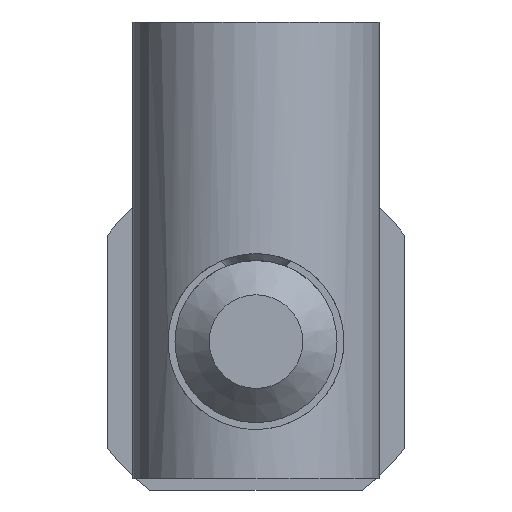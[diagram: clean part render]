
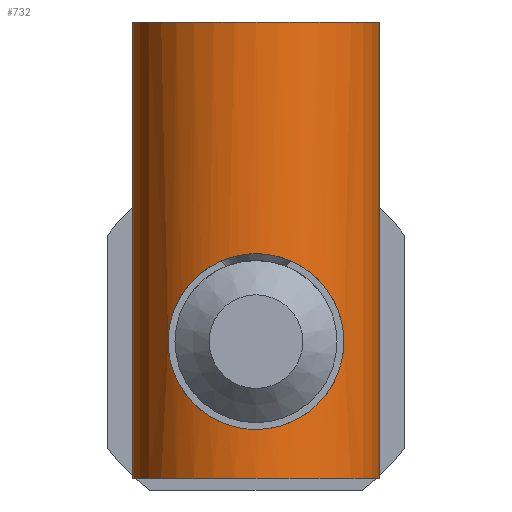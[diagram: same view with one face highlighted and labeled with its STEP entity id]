
A CAD part, left-side view. The second image highlights one B-rep face of the part: STEP entity #732.
In plain terms, the highlighted cylindrical face has radius 5.425 mm (diameter 10.85 mm), a full revolution.
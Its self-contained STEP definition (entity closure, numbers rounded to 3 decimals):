
#19=B_SPLINE_CURVE_WITH_KNOTS('',3,(#1149,#1150,#1151,#1152,#1153,#1154,
#1155,#1156,#1157,#1158,#1159,#1160,#1161,#1162,#1163,#1164,#1165,#1166,
#1167,#1168,#1169,#1170,#1171,#1172,#1173,#1174,#1175,#1176,#1177,#1178,
#1179,#1180,#1181,#1182),.UNSPECIFIED.,.T.,.F.,(4,2,2,2,2,2,2,2,2,2,2,2,
2,2,2,2,4),(-2.435,-2.282,-2.128,-1.977,
-1.826,-1.675,-1.524,-1.371,
-1.218,-1.064,-0.911,-0.76,
-0.609,-0.458,-0.307,-0.153,
0.),.UNSPECIFIED.);
#20=B_SPLINE_CURVE_WITH_KNOTS('',3,(#1184,#1185,#1186,#1187,#1188,#1189,
#1190,#1191,#1192,#1193,#1194,#1195,#1196,#1197,#1198,#1199,#1200,#1201,
#1202,#1203,#1204,#1205,#1206,#1207,#1208,#1209,#1210,#1211,#1212,#1213,
#1214,#1215,#1216,#1217),.UNSPECIFIED.,.T.,.F.,(4,2,2,2,2,2,2,2,2,2,2,2,
2,2,2,2,4),(0.,0.153,0.307,0.458,0.609,
0.76,0.911,1.064,1.218,1.371,
1.524,1.675,1.826,1.977,2.128,
2.282,2.435),.UNSPECIFIED.);
#34=FACE_BOUND('',#118,.T.);
#35=FACE_BOUND('',#119,.T.);
#77=FACE_OUTER_BOUND('',#117,.T.);
#117=EDGE_LOOP('',(#516,#517,#518,#519,#520,#521));
#118=EDGE_LOOP('',(#522));
#119=EDGE_LOOP('',(#523));
#170=LINE('',#1143,#214);
#214=VECTOR('',#931,5.425);
#245=CIRCLE('',#802,5.425);
#246=CIRCLE('',#803,5.425);
#247=CIRCLE('',#804,5.425);
#248=CIRCLE('',#805,5.425);
#301=VERTEX_POINT('',#1139);
#302=VERTEX_POINT('',#1140);
#303=VERTEX_POINT('',#1142);
#304=VERTEX_POINT('',#1144);
#305=VERTEX_POINT('',#1148);
#306=VERTEX_POINT('',#1183);
#383=EDGE_CURVE('',#301,#302,#245,.F.);
#384=EDGE_CURVE('',#302,#303,#170,.T.);
#385=EDGE_CURVE('',#303,#304,#246,.T.);
#386=EDGE_CURVE('',#304,#303,#247,.T.);
#387=EDGE_CURVE('',#302,#301,#248,.F.);
#388=EDGE_CURVE('',#305,#305,#19,.F.);
#389=EDGE_CURVE('',#306,#306,#20,.F.);
#516=ORIENTED_EDGE('',*,*,#383,.T.);
#517=ORIENTED_EDGE('',*,*,#384,.T.);
#518=ORIENTED_EDGE('',*,*,#385,.T.);
#519=ORIENTED_EDGE('',*,*,#386,.T.);
#520=ORIENTED_EDGE('',*,*,#384,.F.);
#521=ORIENTED_EDGE('',*,*,#387,.T.);
#522=ORIENTED_EDGE('',*,*,#388,.T.);
#523=ORIENTED_EDGE('',*,*,#389,.T.);
#667=CYLINDRICAL_SURFACE('',#801,5.425);
#732=ADVANCED_FACE('',(#77,#34,#35),#667,.T.);
#801=AXIS2_PLACEMENT_3D('',#1138,#927,#928);
#802=AXIS2_PLACEMENT_3D('',#1141,#929,#930);
#803=AXIS2_PLACEMENT_3D('',#1145,#932,#933);
#804=AXIS2_PLACEMENT_3D('',#1146,#934,#935);
#805=AXIS2_PLACEMENT_3D('',#1147,#936,#937);
#927=DIRECTION('center_axis',(0.,0.,
-1.));
#928=DIRECTION('ref_axis',(0.,1.,0.));
#929=DIRECTION('center_axis',(0.,0.,
-1.));
#930=DIRECTION('ref_axis',(0.,1.,0.));
#931=DIRECTION('',(0.,0.,1.));
#932=DIRECTION('center_axis',(0.,0.,
-1.));
#933=DIRECTION('ref_axis',(0.,1.,0.));
#934=DIRECTION('center_axis',(0.,0.,
-1.));
#935=DIRECTION('ref_axis',(0.,1.,0.));
#936=DIRECTION('center_axis',(0.,0.,
-1.));
#937=DIRECTION('ref_axis',(0.,1.,0.));
#1138=CARTESIAN_POINT('Origin',(-18.,0.,14.));
#1139=CARTESIAN_POINT('',(-18.,5.425,-6.));
#1140=CARTESIAN_POINT('',(-18.,-5.425,-6.));
#1141=CARTESIAN_POINT('Origin',(-18.,0.,-6.));
#1142=CARTESIAN_POINT('',(-18.,-5.425,14.));
#1143=CARTESIAN_POINT('',(-18.,-5.425,14.));
#1144=CARTESIAN_POINT('',(-18.,5.425,14.));
#1145=CARTESIAN_POINT('Origin',(-18.,0.,14.));
#1146=CARTESIAN_POINT('Origin',(-18.,0.,14.));
#1147=CARTESIAN_POINT('Origin',(-18.,0.,-6.));
#1148=CARTESIAN_POINT('',(-21.822,3.85,0.));
#1149=CARTESIAN_POINT('Ctrl Pts',(-21.822,3.85,0.));
#1150=CARTESIAN_POINT('Ctrl Pts',(-21.822,3.85,-0.511));
#1151=CARTESIAN_POINT('Ctrl Pts',(-21.935,3.744,-1.031));
#1152=CARTESIAN_POINT('Ctrl Pts',(-22.277,3.348,-1.968));
#1153=CARTESIAN_POINT('Ctrl Pts',(-22.498,3.057,-2.388));
#1154=CARTESIAN_POINT('Ctrl Pts',(-22.884,2.393,-3.052));
#1155=CARTESIAN_POINT('Ctrl Pts',(-23.078,1.972,-3.346));
#1156=CARTESIAN_POINT('Ctrl Pts',(-23.349,1.028,-3.745));
#1157=CARTESIAN_POINT('Ctrl Pts',(-23.425,0.503,-3.85));
#1158=CARTESIAN_POINT('Ctrl Pts',(-23.425,-0.503,-3.85));
#1159=CARTESIAN_POINT('Ctrl Pts',(-23.349,-1.028,-3.745));
#1160=CARTESIAN_POINT('Ctrl Pts',(-23.078,-1.972,-3.346));
#1161=CARTESIAN_POINT('Ctrl Pts',(-22.884,-2.393,-3.052));
#1162=CARTESIAN_POINT('Ctrl Pts',(-22.498,-3.057,-2.388));
#1163=CARTESIAN_POINT('Ctrl Pts',(-22.277,-3.348,-1.968));
#1164=CARTESIAN_POINT('Ctrl Pts',(-21.935,-3.744,-1.031));
#1165=CARTESIAN_POINT('Ctrl Pts',(-21.822,-3.85,-0.511));
#1166=CARTESIAN_POINT('Ctrl Pts',(-21.822,-3.85,0.511));
#1167=CARTESIAN_POINT('Ctrl Pts',(-21.935,-3.744,1.031));
#1168=CARTESIAN_POINT('Ctrl Pts',(-22.277,-3.348,1.968));
#1169=CARTESIAN_POINT('Ctrl Pts',(-22.498,-3.057,2.388));
#1170=CARTESIAN_POINT('Ctrl Pts',(-22.884,-2.393,3.052));
#1171=CARTESIAN_POINT('Ctrl Pts',(-23.078,-1.972,3.346));
#1172=CARTESIAN_POINT('Ctrl Pts',(-23.349,-1.028,3.745));
#1173=CARTESIAN_POINT('Ctrl Pts',(-23.425,-0.503,3.85));
#1174=CARTESIAN_POINT('Ctrl Pts',(-23.425,0.503,3.85));
#1175=CARTESIAN_POINT('Ctrl Pts',(-23.349,1.028,3.745));
#1176=CARTESIAN_POINT('Ctrl Pts',(-23.078,1.972,3.346));
#1177=CARTESIAN_POINT('Ctrl Pts',(-22.884,2.393,3.052));
#1178=CARTESIAN_POINT('Ctrl Pts',(-22.498,3.057,2.388));
#1179=CARTESIAN_POINT('Ctrl Pts',(-22.277,3.348,1.968));
#1180=CARTESIAN_POINT('Ctrl Pts',(-21.935,3.744,1.031));
#1181=CARTESIAN_POINT('Ctrl Pts',(-21.822,3.85,0.511));
#1182=CARTESIAN_POINT('Ctrl Pts',(-21.822,3.85,0.));
#1183=CARTESIAN_POINT('',(-14.178,3.85,0.));
#1184=CARTESIAN_POINT('Ctrl Pts',(-14.178,3.85,0.));
#1185=CARTESIAN_POINT('Ctrl Pts',(-14.178,3.85,0.511));
#1186=CARTESIAN_POINT('Ctrl Pts',(-14.065,3.744,1.031));
#1187=CARTESIAN_POINT('Ctrl Pts',(-13.723,3.348,1.968));
#1188=CARTESIAN_POINT('Ctrl Pts',(-13.502,3.057,2.388));
#1189=CARTESIAN_POINT('Ctrl Pts',(-13.116,2.393,3.052));
#1190=CARTESIAN_POINT('Ctrl Pts',(-12.922,1.972,3.346));
#1191=CARTESIAN_POINT('Ctrl Pts',(-12.651,1.028,3.745));
#1192=CARTESIAN_POINT('Ctrl Pts',(-12.575,0.503,3.85));
#1193=CARTESIAN_POINT('Ctrl Pts',(-12.575,-0.503,3.85));
#1194=CARTESIAN_POINT('Ctrl Pts',(-12.651,-1.028,3.745));
#1195=CARTESIAN_POINT('Ctrl Pts',(-12.922,-1.972,3.346));
#1196=CARTESIAN_POINT('Ctrl Pts',(-13.116,-2.393,3.052));
#1197=CARTESIAN_POINT('Ctrl Pts',(-13.502,-3.057,2.388));
#1198=CARTESIAN_POINT('Ctrl Pts',(-13.723,-3.348,1.968));
#1199=CARTESIAN_POINT('Ctrl Pts',(-14.065,-3.744,1.031));
#1200=CARTESIAN_POINT('Ctrl Pts',(-14.178,-3.85,0.511));
#1201=CARTESIAN_POINT('Ctrl Pts',(-14.178,-3.85,-0.511));
#1202=CARTESIAN_POINT('Ctrl Pts',(-14.065,-3.744,-1.031));
#1203=CARTESIAN_POINT('Ctrl Pts',(-13.723,-3.348,-1.968));
#1204=CARTESIAN_POINT('Ctrl Pts',(-13.502,-3.057,-2.388));
#1205=CARTESIAN_POINT('Ctrl Pts',(-13.116,-2.393,-3.052));
#1206=CARTESIAN_POINT('Ctrl Pts',(-12.922,-1.972,-3.346));
#1207=CARTESIAN_POINT('Ctrl Pts',(-12.651,-1.028,-3.745));
#1208=CARTESIAN_POINT('Ctrl Pts',(-12.575,-0.503,-3.85));
#1209=CARTESIAN_POINT('Ctrl Pts',(-12.575,0.503,-3.85));
#1210=CARTESIAN_POINT('Ctrl Pts',(-12.651,1.028,-3.745));
#1211=CARTESIAN_POINT('Ctrl Pts',(-12.922,1.972,-3.346));
#1212=CARTESIAN_POINT('Ctrl Pts',(-13.116,2.393,-3.052));
#1213=CARTESIAN_POINT('Ctrl Pts',(-13.502,3.057,-2.388));
#1214=CARTESIAN_POINT('Ctrl Pts',(-13.723,3.348,-1.968));
#1215=CARTESIAN_POINT('Ctrl Pts',(-14.065,3.744,-1.031));
#1216=CARTESIAN_POINT('Ctrl Pts',(-14.178,3.85,-0.511));
#1217=CARTESIAN_POINT('Ctrl Pts',(-14.178,3.85,0.));
